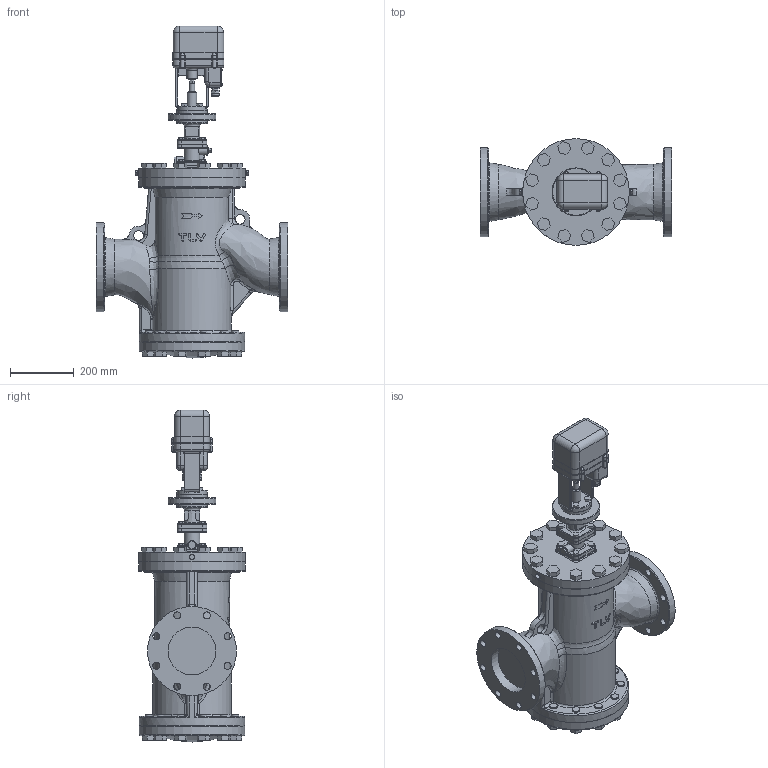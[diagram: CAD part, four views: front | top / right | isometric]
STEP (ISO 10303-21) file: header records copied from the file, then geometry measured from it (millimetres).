
FILE_DESCRIPTION(/* description */ (''),/* implementation_level */ '2;1');
FILE_NAME(/* name */ 'ccr16-150-a0125-00.stp',/* time_stamp */ '2018-01-23T11:50:13+09:00',/* author */ ('nakaot'),/* organization */ (''),/* preprocessor_version */ 'ST-DEVELOPER v15.6',/* originating_system */ 'Autodesk Inventor 2015',/* authorisation */ '');
FILE_SCHEMA (('CONFIG_CONTROL_DESIGN'));
Length unit declared in the file: millimetre
Products named in the file (1): ccr16-150-a0125-00
Bounding box: 600 x 334 x 1040 mm (x, y, z)
Volume: 45797132.4 mm3; surface area: 1734650.9 mm2
Topology: 1 solids, 1 shells, 1179 faces, 2989 edges, 1903 vertices
Faces by surface type: plane 652, cylinder 321, bspline 103, torus 83, sphere 11, cone 9
Full cylindrical faces by diameter (mm): 5.5 x4, 5.9 x4, 6 x4, 10 x16, 17 x3, 18 x1, 20 x2, 21 x1, 22 x16, 23 x1, 24 x50, 27 x1, 27.874 x1, 30 x4, 32 x1, 41.594 x1, 48.538 x1, 56.542 x1, 61.705 x1, 63.837 x1, 95 x3, 150 x3, 184.144 x1, 255.783 x1, 279 x2, 330 x2, 334 x2
Entity records: 42885 total; most frequent: CARTESIAN_POINT 15609, ORIENTED_EDGE 5546, DIRECTION 5407, EDGE_CURVE 2773, AXIS2_PLACEMENT_3D 1940, VERTEX_POINT 1856, EDGE_LOOP 1543, LINE 1527
